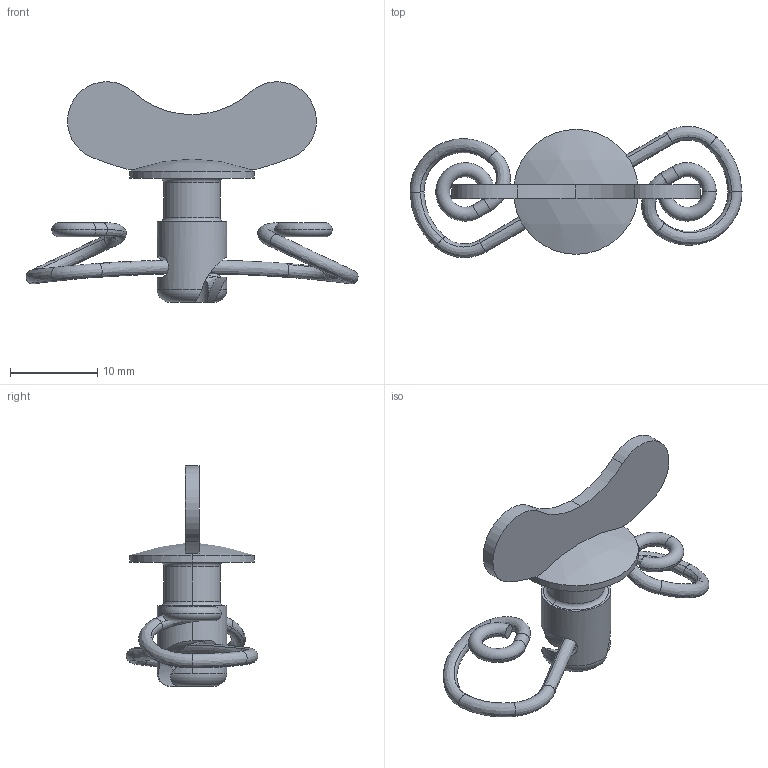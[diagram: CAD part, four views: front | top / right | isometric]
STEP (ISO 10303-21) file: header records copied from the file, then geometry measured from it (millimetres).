
FILE_DESCRIPTION (( 'STEP AP214' ), '1' );
FILE_NAME ('TL_65_001.STEP', '2015-05-22T00:12:06', ( '' ), ( '' ), 'SwSTEP 2.0', 'SolidWorks 2015', '' );
FILE_SCHEMA (( 'AUTOMOTIVE_DESIGN' ));
Length unit declared in the file: millimetre
Products named in the file (3): spring; TL_65_001; fastener
Assembly tree (2 placements, depth 2):
  TL_65_001
    fastener
    spring
Bounding box: 38.01 x 15.04 x 25.25 mm (x, y, z)
Volume: 1182 mm3; surface area: 1929.1 mm2
Topology: 2 solids, 2 shells, 82 faces, 207 edges, 127 vertices
Faces by surface type: cylinder 30, bspline 24, torus 13, plane 13, sphere 2
Entity records: 9122 total; most frequent: CARTESIAN_POINT 7282, ORIENTED_EDGE 406, DIRECTION 303, EDGE_CURVE 203, AXIS2_PLACEMENT_3D 133, VERTEX_POINT 127, B_SPLINE_CURVE_WITH_KNOTS 96, EDGE_LOOP 84
